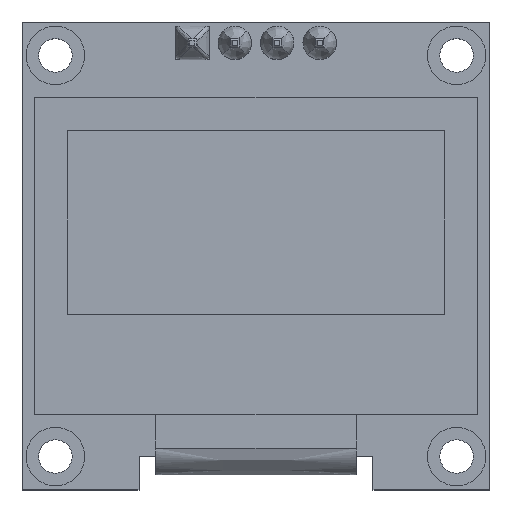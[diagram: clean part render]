
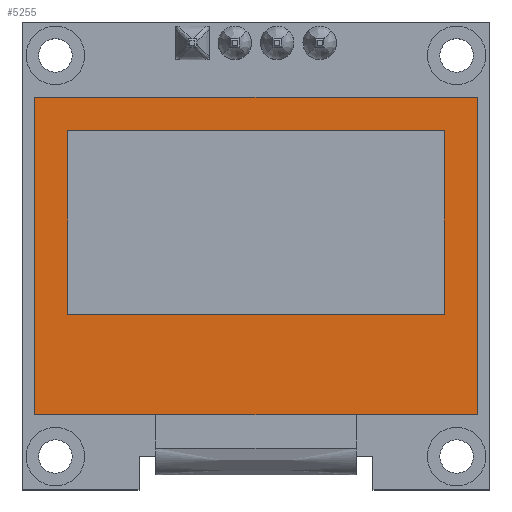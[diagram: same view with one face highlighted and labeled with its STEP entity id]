
A CAD part, top view. The second image highlights one B-rep face of the part: STEP entity #5255.
In plain terms, the highlighted planar face has unit normal (0, 0, 1).
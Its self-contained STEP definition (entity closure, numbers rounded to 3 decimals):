
#1172 = EDGE_CURVE ( 'NONE', #6863, #17657, #36220, .T. ) ;
#1567 = DIRECTION ( 'NONE',  ( 0., 1., 0. ) ) ;
#1993 = VERTEX_POINT ( 'NONE', #24752 ) ;
#2366 = VECTOR ( 'NONE', #25305, 1000. ) ;
#3175 = EDGE_CURVE ( 'NONE', #13786, #3652, #3283, .T. ) ;
#3283 = LINE ( 'NONE', #4700, #11252 ) ;
#3652 = VERTEX_POINT ( 'NONE', #33929 ) ;
#4276 = VECTOR ( 'NONE', #27954, 1000. ) ;
#4378 = FACE_OUTER_BOUND ( 'NONE', #25445, .T. ) ;
#4700 = CARTESIAN_POINT ( 'NONE',  ( -13.25, -9.5, 1.5 ) ) ;
#4813 = DIRECTION ( 'NONE',  ( 0., 0., 1. ) ) ;
#5255 = ADVANCED_FACE ( 'NONE', ( #26393, #4378 ), #7696, .T. ) ;
#6001 = CARTESIAN_POINT ( 'NONE',  ( 11.25, -3.5, 1.5 ) ) ;
#6863 = VERTEX_POINT ( 'NONE', #27423 ) ;
#7696 = PLANE ( 'NONE',  #30346 ) ;
#7782 = ORIENTED_EDGE ( 'NONE', *, *, #30061, .F. ) ;
#7933 = DIRECTION ( 'NONE',  ( 0., 1., 0. ) ) ;
#9209 = EDGE_CURVE ( 'NONE', #26788, #13786, #21200, .T. ) ;
#10005 = CARTESIAN_POINT ( 'NONE',  ( -11.25, -3.5, 1.5 ) ) ;
#10633 = ORIENTED_EDGE ( 'NONE', *, *, #1172, .F. ) ;
#11252 = VECTOR ( 'NONE', #31778, 1000. ) ;
#11845 = ORIENTED_EDGE ( 'NONE', *, *, #28029, .F. ) ;
#11890 = ORIENTED_EDGE ( 'NONE', *, *, #29307, .T. ) ;
#13439 = CARTESIAN_POINT ( 'NONE',  ( -11.25, 7.5, 1.5 ) ) ;
#13786 = VERTEX_POINT ( 'NONE', #16940 ) ;
#14150 = ORIENTED_EDGE ( 'NONE', *, *, #17270, .T. ) ;
#14162 = VECTOR ( 'NONE', #18238, 1000. ) ;
#15861 = CARTESIAN_POINT ( 'NONE',  ( -11.25, -3.5, 1.5 ) ) ;
#16789 = CARTESIAN_POINT ( 'NONE',  ( 11.25, 7.5, 1.5 ) ) ;
#16940 = CARTESIAN_POINT ( 'NONE',  ( -13.25, -9.5, 1.5 ) ) ;
#17270 = EDGE_CURVE ( 'NONE', #32715, #26788, #18338, .T. ) ;
#17657 = VERTEX_POINT ( 'NONE', #15861 ) ;
#18238 = DIRECTION ( 'NONE',  ( 0., -1., 0. ) ) ;
#18338 = LINE ( 'NONE', #34382, #2366 ) ;
#19298 = LINE ( 'NONE', #10005, #4276 ) ;
#20528 = CARTESIAN_POINT ( 'NONE',  ( -13.25, 9.5, 1.5 ) ) ;
#21200 = LINE ( 'NONE', #36215, #14162 ) ;
#22794 = CARTESIAN_POINT ( 'NONE',  ( 0., 0., 1.5 ) ) ;
#22904 = CARTESIAN_POINT ( 'NONE',  ( 13.25, -9.5, 1.5 ) ) ;
#23584 = VERTEX_POINT ( 'NONE', #6001 ) ;
#24752 = CARTESIAN_POINT ( 'NONE',  ( 11.25, 7.5, 1.5 ) ) ;
#25198 = VECTOR ( 'NONE', #7933, 1000. ) ;
#25305 = DIRECTION ( 'NONE',  ( -1., 0., 0. ) ) ;
#25445 = EDGE_LOOP ( 'NONE', ( #14150, #35715, #28571, #11890 ) ) ;
#25779 = DIRECTION ( 'NONE',  ( 1., 0., 0. ) ) ;
#25969 = CARTESIAN_POINT ( 'NONE',  ( 13.25, 9.5, 1.5 ) ) ;
#26002 = LINE ( 'NONE', #16789, #34019 ) ;
#26114 = LINE ( 'NONE', #22904, #25198 ) ;
#26393 = FACE_BOUND ( 'NONE', #31598, .T. ) ;
#26788 = VERTEX_POINT ( 'NONE', #20528 ) ;
#27341 = VECTOR ( 'NONE', #37440, 1000. ) ;
#27423 = CARTESIAN_POINT ( 'NONE',  ( -11.25, 7.5, 1.5 ) ) ;
#27954 = DIRECTION ( 'NONE',  ( 1., 0., 0. ) ) ;
#28029 = EDGE_CURVE ( 'NONE', #17657, #23584, #19298, .T. ) ;
#28571 = ORIENTED_EDGE ( 'NONE', *, *, #3175, .T. ) ;
#29161 = VECTOR ( 'NONE', #33702, 1000. ) ;
#29307 = EDGE_CURVE ( 'NONE', #3652, #32715, #26114, .T. ) ;
#30061 = EDGE_CURVE ( 'NONE', #23584, #1993, #26002, .T. ) ;
#30346 = AXIS2_PLACEMENT_3D ( 'NONE', #22794, #4813, #25779 ) ;
#31598 = EDGE_LOOP ( 'NONE', ( #10633, #32224, #7782, #11845 ) ) ;
#31778 = DIRECTION ( 'NONE',  ( 1., 0., 0. ) ) ;
#32224 = ORIENTED_EDGE ( 'NONE', *, *, #38090, .F. ) ;
#32715 = VERTEX_POINT ( 'NONE', #25969 ) ;
#33702 = DIRECTION ( 'NONE',  ( 0., -1., 0. ) ) ;
#33929 = CARTESIAN_POINT ( 'NONE',  ( 13.25, -9.5, 1.5 ) ) ;
#34019 = VECTOR ( 'NONE', #1567, 1000. ) ;
#34382 = CARTESIAN_POINT ( 'NONE',  ( 13.25, 9.5, 1.5 ) ) ;
#34760 = CARTESIAN_POINT ( 'NONE',  ( -11.25, 7.5, 1.5 ) ) ;
#35715 = ORIENTED_EDGE ( 'NONE', *, *, #9209, .T. ) ;
#36215 = CARTESIAN_POINT ( 'NONE',  ( -13.25, 9.5, 1.5 ) ) ;
#36220 = LINE ( 'NONE', #34760, #29161 ) ;
#36300 = LINE ( 'NONE', #13439, #27341 ) ;
#37440 = DIRECTION ( 'NONE',  ( -1., 0., 0. ) ) ;
#38090 = EDGE_CURVE ( 'NONE', #1993, #6863, #36300, .T. ) ;
